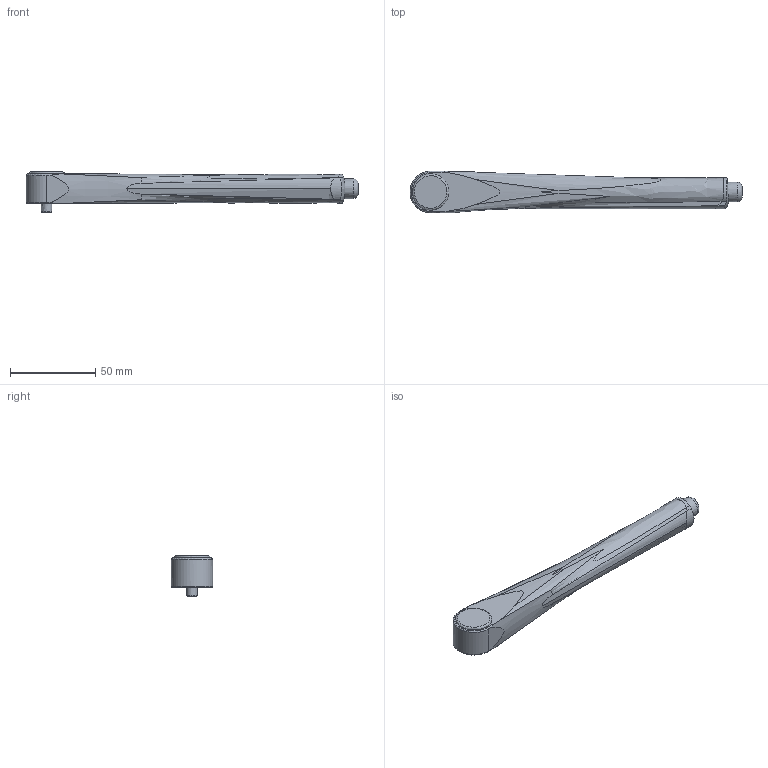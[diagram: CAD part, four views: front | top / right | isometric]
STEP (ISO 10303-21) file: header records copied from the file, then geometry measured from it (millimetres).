
FILE_DESCRIPTION(('FreeCAD Model'),'2;1');
FILE_NAME('Open CASCADE Shape Model','2025-05-07T15:48:17',('FreeCAD'),( 'FreeCAD'),'Open CASCADE STEP processor 7.6','FreeCAD','Unknown');
FILE_SCHEMA(('AUTOMOTIVE_DESIGN { 1 0 10303 214 1 1 1 1 }'));
Products named in the file (1): Open CASCADE STEP translator 7.6 1
Bounding box: 194.5 x 24.29 x 23.63 mm (x, y, z)
Volume: 32345.1 mm3; surface area: 49245.1 mm2
Topology: 31 solids, 31 shells, 2180 faces, 6055 edges, 3873 vertices
Faces by surface type: bspline 2180
Entity records: 118695 total; most frequent: CARTESIAN_POINT 86378, ORIENTED_EDGE 11946, EDGE_CURVE 5973, VERTEX_POINT 3873, B_SPLINE_CURVE_WITH_KNOTS 3096, FACE_BOUND 2286, EDGE_LOOP 2286, ADVANCED_FACE 2180
